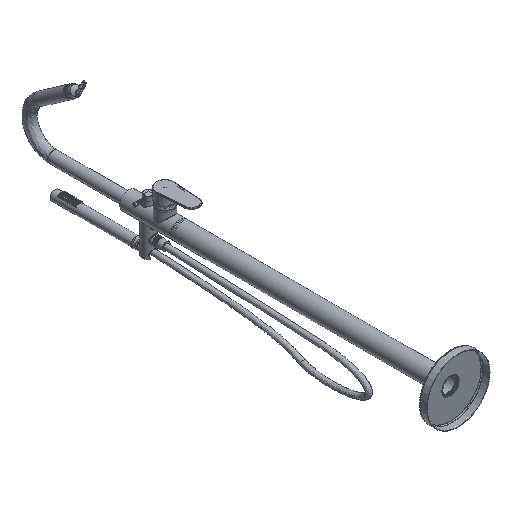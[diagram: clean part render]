
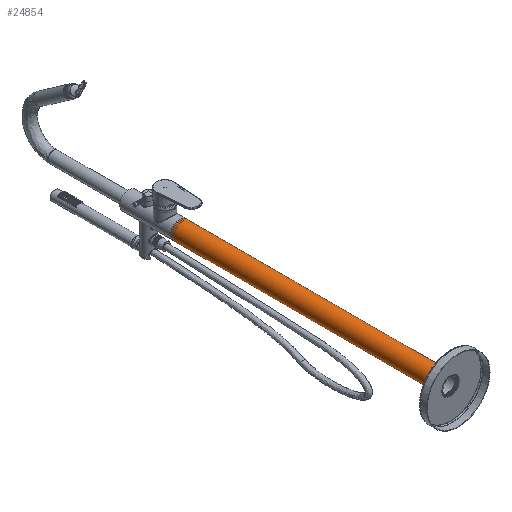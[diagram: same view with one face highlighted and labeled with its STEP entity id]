
A CAD part, isometric view. The second image highlights one B-rep face of the part: STEP entity #24854.
In plain terms, the highlighted cylindrical face has radius 22.5 mm (diameter 45 mm), a full revolution.
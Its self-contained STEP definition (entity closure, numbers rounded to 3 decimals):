
#77 = CYLINDRICAL_SURFACE ( 'NONE', #16076, 22.5 ) ;
#1948 = CARTESIAN_POINT ( 'NONE',  ( 0., 0., -22.5 ) ) ;
#2075 = DIRECTION ( 'NONE',  ( 0., 0., 1. ) ) ;
#2879 = DIRECTION ( 'NONE',  ( 0., 0., -1. ) ) ;
#3690 = CIRCLE ( 'NONE', #16139, 22.5 ) ;
#4700 = CARTESIAN_POINT ( 'NONE',  ( 0., 690., 0. ) ) ;
#6330 = EDGE_CURVE ( 'NONE', #22338, #22338, #45578, .T. ) ;
#9976 = DIRECTION ( 'NONE',  ( 0., 1., 0. ) ) ;
#11804 = DIRECTION ( 'NONE',  ( 0., -1., 0. ) ) ;
#16076 = AXIS2_PLACEMENT_3D ( 'NONE', #4700, #11804, #33646 ) ;
#16139 = AXIS2_PLACEMENT_3D ( 'NONE', #24130, #20448, #2075 ) ;
#16208 = FACE_OUTER_BOUND ( 'NONE', #47015, .T. ) ;
#18167 = EDGE_LOOP ( 'NONE', ( #44378 ) ) ;
#20448 = DIRECTION ( 'NONE',  ( 0., 1., 0. ) ) ;
#22338 = VERTEX_POINT ( 'NONE', #1948 ) ;
#24130 = CARTESIAN_POINT ( 'NONE',  ( 0., 684., 0. ) ) ;
#24852 = FACE_OUTER_BOUND ( 'NONE', #18167, .T. ) ;
#24854 = ADVANCED_FACE ( 'NONE', ( #24852, #16208 ), #77, .T. ) ;
#26743 = EDGE_CURVE ( 'NONE', #41168, #41168, #3690, .T. ) ;
#32823 = AXIS2_PLACEMENT_3D ( 'NONE', #39545, #9976, #2879 ) ;
#33646 = DIRECTION ( 'NONE',  ( 0., 0., -1. ) ) ;
#39545 = CARTESIAN_POINT ( 'NONE',  ( 0., 0., 0. ) ) ;
#41168 = VERTEX_POINT ( 'NONE', #43756 ) ;
#43756 = CARTESIAN_POINT ( 'NONE',  ( 0., 684., 22.5 ) ) ;
#44378 = ORIENTED_EDGE ( 'NONE', *, *, #6330, .T. ) ;
#45578 = CIRCLE ( 'NONE', #32823, 22.5 ) ;
#45929 = ORIENTED_EDGE ( 'NONE', *, *, #26743, .F. ) ;
#47015 = EDGE_LOOP ( 'NONE', ( #45929 ) ) ;
